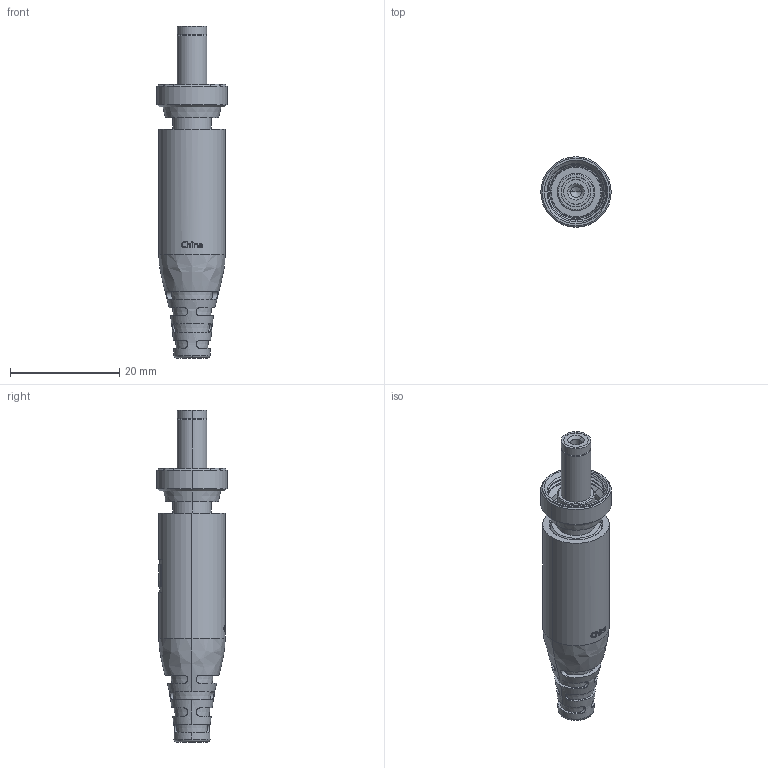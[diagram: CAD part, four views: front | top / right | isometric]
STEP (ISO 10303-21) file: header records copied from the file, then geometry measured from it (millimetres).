
FILE_DESCRIPTION (( 'STEP AP203' ), '1' );
FILE_NAME ('55-00202.STEP', '2025-03-31T18:56:50', ( '' ), ( '' ), 'SwSTEP 2.0', 'SolidWorks 2021', '' );
FILE_SCHEMA (( 'CONFIG_CONTROL_DESIGN' ));
Length unit declared in the file: millimetre
Products named in the file (10): 50-01076_Cable clamp sleeve terminal___; 50-01076_Glass fiber___; 50-01076___; 50-01076_Tip insulator___; 50-01076_Outer tube___; 50-01076_pin_2.0??___; Copy of 50-01077_Floating locking ring_Step; 55-00202; 56-00035___; 50-01076_Center pin terminal___
Assembly tree (9 placements, depth 3):
  55-00202
    50-01076___
      50-01076_Tip insulator___
      50-01076_Outer tube___
      50-01076_Cable clamp sleeve terminal___
      50-01076_Glass fiber___
      Copy of 50-01077_Floating locking ring_Step
      50-01076_Center pin terminal___
      50-01076_pin_2.0??___
    56-00035___
Bounding box: 12.9 x 12.9 x 60.9 mm (x, y, z)
Volume: 2693.4 mm3; surface area: 5561.9 mm2
Topology: 8 solids, 8 shells, 368 faces, 901 edges, 577 vertices
Faces by surface type: cylinder 131, plane 124, bspline 57, cone 54, torus 2
Entity records: 15865 total; most frequent: CARTESIAN_POINT 6512, ORIENTED_EDGE 1794, DIRECTION 1634, EDGE_CURVE 897, AXIS2_PLACEMENT_3D 625, VERTEX_POINT 577, EDGE_LOOP 420, LINE 384
